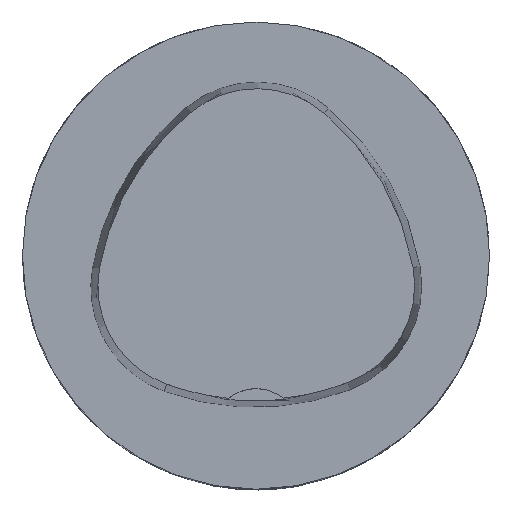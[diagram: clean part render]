
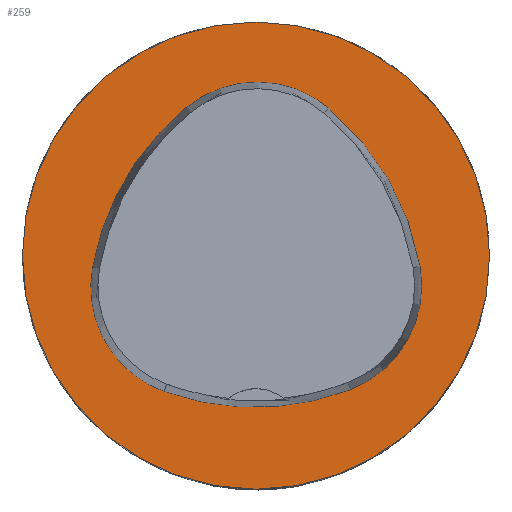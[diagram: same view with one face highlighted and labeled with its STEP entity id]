
A CAD part, top view. The second image highlights one B-rep face of the part: STEP entity #259.
In plain terms, the highlighted planar face has unit normal (0, 0, 1).
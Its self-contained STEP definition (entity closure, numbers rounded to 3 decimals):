
#226=FACE_BOUND('',#373,.T.);
#227=FACE_BOUND('',#374,.T.);
#259=ADVANCED_FACE('',(#226,#227),#281,.T.);
#281=PLANE('',#886);
#373=EDGE_LOOP('',(#486,#487,#488,#489,#490,#491));
#374=EDGE_LOOP('',(#492));
#486=ORIENTED_EDGE('',*,*,#646,.T.);
#487=ORIENTED_EDGE('',*,*,#626,.T.);
#488=ORIENTED_EDGE('',*,*,#630,.T.);
#489=ORIENTED_EDGE('',*,*,#633,.T.);
#490=ORIENTED_EDGE('',*,*,#636,.T.);
#491=ORIENTED_EDGE('',*,*,#644,.T.);
#492=ORIENTED_EDGE('',*,*,#617,.F.);
#561=VERTEX_POINT('',#1243);
#570=VERTEX_POINT('',#1262);
#571=VERTEX_POINT('',#1263);
#574=VERTEX_POINT('',#1271);
#576=VERTEX_POINT('',#1277);
#578=VERTEX_POINT('',#1283);
#585=VERTEX_POINT('',#1304);
#617=EDGE_CURVE('',#561,#561,#680,.T.);
#626=EDGE_CURVE('',#570,#571,#681,.T.);
#630=EDGE_CURVE('',#571,#574,#683,.T.);
#633=EDGE_CURVE('',#574,#576,#685,.T.);
#636=EDGE_CURVE('',#576,#578,#687,.T.);
#644=EDGE_CURVE('',#578,#585,#691,.T.);
#646=EDGE_CURVE('',#585,#570,#693,.T.);
#680=CIRCLE('',#858,31.5);
#681=CIRCLE('',#864,36.);
#683=CIRCLE('',#867,15.);
#685=CIRCLE('',#870,36.);
#687=CIRCLE('',#873,15.);
#691=CIRCLE('',#878,36.);
#693=CIRCLE('',#881,15.);
#858=AXIS2_PLACEMENT_3D('',#1242,#1026,#1027);
#864=AXIS2_PLACEMENT_3D('',#1261,#1042,#1043);
#867=AXIS2_PLACEMENT_3D('',#1270,#1050,#1051);
#870=AXIS2_PLACEMENT_3D('',#1276,#1057,#1058);
#873=AXIS2_PLACEMENT_3D('',#1282,#1064,#1065);
#878=AXIS2_PLACEMENT_3D('',#1305,#1076,#1077);
#881=AXIS2_PLACEMENT_3D('',#1308,#1082,#1083);
#886=AXIS2_PLACEMENT_3D('',#1313,#1092,#1093);
#1026=DIRECTION('',(0.,0.,-1.));
#1027=DIRECTION('',(-1.,0.,0.));
#1042=DIRECTION('',(0.,0.,-1.));
#1043=DIRECTION('',(-1.,0.,0.));
#1050=DIRECTION('',(0.,0.,-1.));
#1051=DIRECTION('',(-1.,0.,0.));
#1057=DIRECTION('',(0.,0.,-1.));
#1058=DIRECTION('',(-1.,0.,0.));
#1064=DIRECTION('',(0.,0.,-1.));
#1065=DIRECTION('',(-1.,0.,0.));
#1076=DIRECTION('',(0.,0.,-1.));
#1077=DIRECTION('',(-1.,0.,0.));
#1082=DIRECTION('',(0.,0.,-1.));
#1083=DIRECTION('',(-1.,0.,0.));
#1092=DIRECTION('',(0.,0.,1.));
#1093=DIRECTION('',(1.,0.,0.));
#1242=CARTESIAN_POINT('',(0.,0.,0.));
#1243=CARTESIAN_POINT('',(-31.5,0.,0.));
#1261=CARTESIAN_POINT('',(13.398,-7.893,0.));
#1262=CARTESIAN_POINT('',(-22.041,-1.562,0.));
#1263=CARTESIAN_POINT('',(-9.317,20.036,0.));
#1270=CARTESIAN_POINT('',(0.148,8.399,0.));
#1271=CARTESIAN_POINT('',(9.779,19.898,0.));
#1276=CARTESIAN_POINT('',(-13.337,-7.7,0.));
#1277=CARTESIAN_POINT('',(22.122,-1.48,0.));
#1282=CARTESIAN_POINT('',(7.347,-4.071,0.));
#1283=CARTESIAN_POINT('',(12.693,-18.087,0.));
#1304=CARTESIAN_POINT('',(-12.373,-18.307,0.));
#1305=CARTESIAN_POINT('',(-0.137,15.55,0.));
#1308=CARTESIAN_POINT('',(-7.275,-4.2,0.));
#1313=CARTESIAN_POINT('',(0.,0.,0.));
